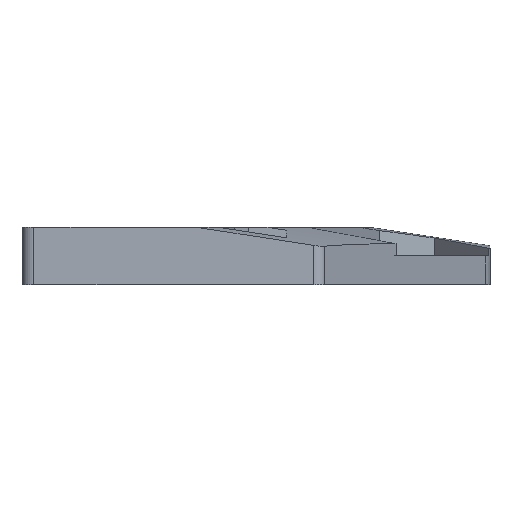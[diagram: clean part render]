
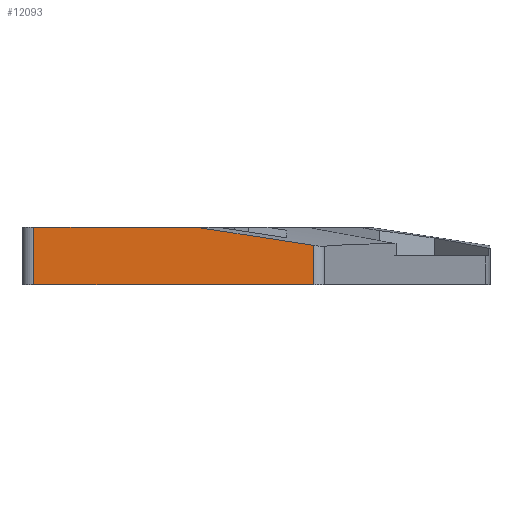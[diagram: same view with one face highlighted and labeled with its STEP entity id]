
A CAD part, left-side view. The second image highlights one B-rep face of the part: STEP entity #12093.
In plain terms, the highlighted planar face has unit normal (-1, 0, 0).
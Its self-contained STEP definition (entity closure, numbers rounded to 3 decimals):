
#676=FACE_OUTER_BOUND('',#1347,.T.);
#1347=EDGE_LOOP('',(#9740,#9741,#9742,#9743,#9744));
#2873=LINE('',#19082,#4430);
#2896=LINE('',#19129,#4453);
#2897=LINE('',#19132,#4454);
#2898=LINE('',#19134,#4455);
#2899=LINE('',#19135,#4456);
#4430=VECTOR('',#15024,10.);
#4453=VECTOR('',#15059,10.);
#4454=VECTOR('',#15062,10.);
#4455=VECTOR('',#15063,10.);
#4456=VECTOR('',#15064,10.);
#5731=VERTEX_POINT('',#19079);
#5732=VERTEX_POINT('',#19081);
#5749=VERTEX_POINT('',#19125);
#5751=VERTEX_POINT('',#19131);
#5752=VERTEX_POINT('',#19133);
#7231=EDGE_CURVE('',#5731,#5732,#2873,.T.);
#7257=EDGE_CURVE('',#5732,#5749,#2896,.T.);
#7258=EDGE_CURVE('',#5751,#5731,#2897,.T.);
#7259=EDGE_CURVE('',#5751,#5752,#2898,.T.);
#7260=EDGE_CURVE('',#5749,#5752,#2899,.T.);
#9740=ORIENTED_EDGE('',*,*,#7257,.F.);
#9741=ORIENTED_EDGE('',*,*,#7231,.F.);
#9742=ORIENTED_EDGE('',*,*,#7258,.F.);
#9743=ORIENTED_EDGE('',*,*,#7259,.T.);
#9744=ORIENTED_EDGE('',*,*,#7260,.F.);
#11491=PLANE('',#12758);
#12093=ADVANCED_FACE('',(#676),#11491,.T.);
#12758=AXIS2_PLACEMENT_3D('',#19130,#15060,#15061);
#15024=DIRECTION('',(0.,1.,0.));
#15059=DIRECTION('',(0.,0.,1.));
#15060=DIRECTION('center_axis',(-1.,0.,0.));
#15061=DIRECTION('ref_axis',(0.,-1.,0.));
#15062=DIRECTION('',(0.,0.,-1.));
#15063=DIRECTION('',(0.,0.988,0.153));
#15064=DIRECTION('',(0.,-1.,0.));
#19079=CARTESIAN_POINT('',(33.75,-115.852,-3.5));
#19081=CARTESIAN_POINT('',(33.75,-44.777,-3.5));
#19082=CARTESIAN_POINT('',(33.75,-38.92,-3.5));
#19125=CARTESIAN_POINT('',(33.75,-44.777,11.));
#19129=CARTESIAN_POINT('',(33.75,-44.777,0.));
#19130=CARTESIAN_POINT('Origin',(33.75,-41.777,0.));
#19131=CARTESIAN_POINT('',(33.75,-115.852,6.447));
#19132=CARTESIAN_POINT('',(33.75,-115.852,0.));
#19133=CARTESIAN_POINT('',(33.75,-86.391,11.));
#19134=CARTESIAN_POINT('',(33.75,58.872,33.452));
#19135=CARTESIAN_POINT('',(33.75,-38.92,11.));
